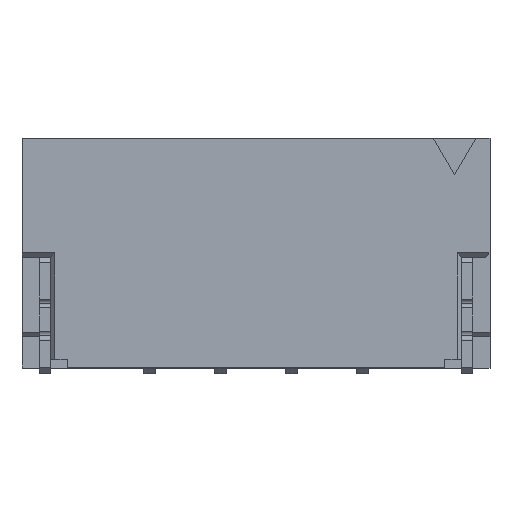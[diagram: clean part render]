
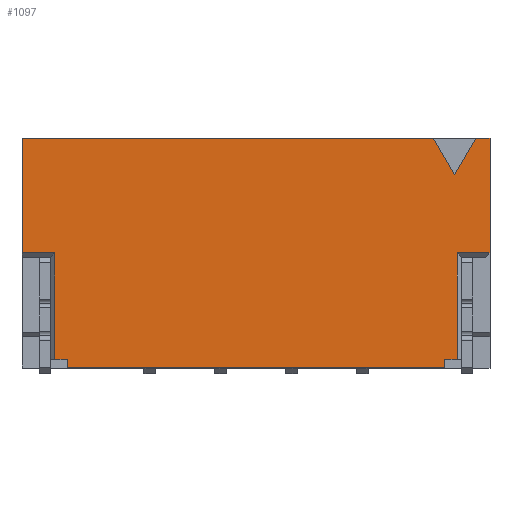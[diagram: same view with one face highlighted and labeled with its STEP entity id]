
A CAD part, top view. The second image highlights one B-rep face of the part: STEP entity #1097.
In plain terms, the highlighted planar face has unit normal (0, 0, 1).
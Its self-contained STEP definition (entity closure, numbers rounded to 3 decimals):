
#12 = EDGE_CURVE ( 'NONE', #2229, #9071, #3055, .T. ) ;
#24 = VECTOR ( 'NONE', #4307, 1000. ) ;
#83 = VECTOR ( 'NONE', #2363, 1000. ) ;
#224 = VECTOR ( 'NONE', #6112, 1000. ) ;
#245 = CARTESIAN_POINT ( 'NONE',  ( 4.125, 0.1, 2.125 ) ) ;
#270 = AXIS2_PLACEMENT_3D ( 'NONE', #5142, #5102, #3368 ) ;
#302 = LINE ( 'NONE', #9286, #4227 ) ;
#348 = LINE ( 'NONE', #245, #7507 ) ;
#515 = VECTOR ( 'NONE', #9687, 1000. ) ;
#637 = CARTESIAN_POINT ( 'NONE',  ( 3.125, 4.15, 2.125 ) ) ;
#654 = VECTOR ( 'NONE', #5420, 1000. ) ;
#756 = ORIENTED_EDGE ( 'NONE', *, *, #1620, .F. ) ;
#779 = EDGE_CURVE ( 'NONE', #10460, #6505, #11414, .T. ) ;
#1002 = CARTESIAN_POINT ( 'NONE',  ( -4.125, 4.15, 2.125 ) ) ;
#1013 = EDGE_CURVE ( 'NONE', #1847, #6505, #11261, .T. ) ;
#1097 = ADVANCED_FACE ( 'NONE', ( #7733 ), #9370, .F. ) ;
#1199 = CARTESIAN_POINT ( 'NONE',  ( -3.325, 0., 2.125 ) ) ;
#1222 = ORIENTED_EDGE ( 'NONE', *, *, #12, .T. ) ;
#1466 = LINE ( 'NONE', #7959, #224 ) ;
#1554 = LINE ( 'NONE', #1199, #2836 ) ;
#1600 = EDGE_CURVE ( 'NONE', #9071, #2851, #8148, .T. ) ;
#1620 = EDGE_CURVE ( 'NONE', #5524, #10050, #4504, .T. ) ;
#1847 = VERTEX_POINT ( 'NONE', #7226 ) ;
#1863 = ORIENTED_EDGE ( 'NONE', *, *, #8974, .F. ) ;
#2070 = VECTOR ( 'NONE', #4398, 1000. ) ;
#2078 = VERTEX_POINT ( 'NONE', #11411 ) ;
#2229 = VERTEX_POINT ( 'NONE', #2785 ) ;
#2321 = CARTESIAN_POINT ( 'NONE',  ( -3.55, 0.25, 2.125 ) ) ;
#2333 = VERTEX_POINT ( 'NONE', #10973 ) ;
#2363 = DIRECTION ( 'NONE',  ( -1., 0., 0. ) ) ;
#2384 = CARTESIAN_POINT ( 'NONE',  ( 3.5, 3.5, 2.125 ) ) ;
#2448 = ORIENTED_EDGE ( 'NONE', *, *, #1600, .T. ) ;
#2663 = VECTOR ( 'NONE', #10299, 1000. ) ;
#2785 = CARTESIAN_POINT ( 'NONE',  ( 3.325, 0.25, 2.125 ) ) ;
#2836 = VECTOR ( 'NONE', #8434, 1000. ) ;
#2851 = VERTEX_POINT ( 'NONE', #4592 ) ;
#3055 = LINE ( 'NONE', #9860, #654 ) ;
#3088 = EDGE_CURVE ( 'NONE', #10480, #5124, #5857, .T. ) ;
#3183 = VECTOR ( 'NONE', #5826, 1000. ) ;
#3368 = DIRECTION ( 'NONE',  ( 0., 1., 0. ) ) ;
#3487 = CARTESIAN_POINT ( 'NONE',  ( -3.325, 0.25, 2.125 ) ) ;
#4064 = ORIENTED_EDGE ( 'NONE', *, *, #5246, .F. ) ;
#4088 = CARTESIAN_POINT ( 'NONE',  ( 3.875, 4.15, 2.125 ) ) ;
#4129 = VECTOR ( 'NONE', #8911, 1000. ) ;
#4227 = VECTOR ( 'NONE', #9402, 1000. ) ;
#4307 = DIRECTION ( 'NONE',  ( -1., 0., 0. ) ) ;
#4398 = DIRECTION ( 'NONE',  ( 0., -1., 0. ) ) ;
#4497 = EDGE_CURVE ( 'NONE', #10978, #5586, #11038, .T. ) ;
#4504 = LINE ( 'NONE', #7460, #2663 ) ;
#4592 = CARTESIAN_POINT ( 'NONE',  ( 3.55, 2.125, 2.125 ) ) ;
#4680 = VECTOR ( 'NONE', #7892, 1000. ) ;
#4753 = CARTESIAN_POINT ( 'NONE',  ( 3.55, 2.05, 2.125 ) ) ;
#4858 = EDGE_CURVE ( 'NONE', #10266, #10460, #9898, .T. ) ;
#4885 = ORIENTED_EDGE ( 'NONE', *, *, #1013, .F. ) ;
#4973 = ORIENTED_EDGE ( 'NONE', *, *, #8391, .T. ) ;
#5038 = LINE ( 'NONE', #5299, #515 ) ;
#5057 = VECTOR ( 'NONE', #11045, 1000. ) ;
#5060 = ORIENTED_EDGE ( 'NONE', *, *, #6726, .T. ) ;
#5102 = DIRECTION ( 'NONE',  ( 0., 0., -1. ) ) ;
#5124 = VERTEX_POINT ( 'NONE', #4088 ) ;
#5142 = CARTESIAN_POINT ( 'NONE',  ( 4.125, 0.1, 2.125 ) ) ;
#5246 = EDGE_CURVE ( 'NONE', #2333, #5124, #7347, .T. ) ;
#5299 = CARTESIAN_POINT ( 'NONE',  ( 3.125, 4.15, 2.125 ) ) ;
#5351 = CARTESIAN_POINT ( 'NONE',  ( -3.325, 0.1, 2.125 ) ) ;
#5420 = DIRECTION ( 'NONE',  ( 1., 0., 0. ) ) ;
#5524 = VERTEX_POINT ( 'NONE', #6361 ) ;
#5586 = VERTEX_POINT ( 'NONE', #1002 ) ;
#5613 = CARTESIAN_POINT ( 'NONE',  ( -4.125, 2.125, 2.125 ) ) ;
#5826 = DIRECTION ( 'NONE',  ( -1., 0., 0. ) ) ;
#5857 = LINE ( 'NONE', #11175, #3183 ) ;
#6112 = DIRECTION ( 'NONE',  ( 1., 0., 0. ) ) ;
#6217 = CARTESIAN_POINT ( 'NONE',  ( -3.55, 0.25, 2.125 ) ) ;
#6361 = CARTESIAN_POINT ( 'NONE',  ( 3.325, 0.1, 2.125 ) ) ;
#6505 = VERTEX_POINT ( 'NONE', #6217 ) ;
#6726 = EDGE_CURVE ( 'NONE', #1847, #10050, #1554, .T. ) ;
#6834 = CARTESIAN_POINT ( 'NONE',  ( 4.125, 4.15, 2.125 ) ) ;
#6942 = EDGE_LOOP ( 'NONE', ( #7336, #4064, #1863, #11568, #4973, #10892, #8145, #4885, #5060, #756, #7066, #1222, #2448, #7829, #9237 ) ) ;
#7066 = ORIENTED_EDGE ( 'NONE', *, *, #11135, .F. ) ;
#7226 = CARTESIAN_POINT ( 'NONE',  ( -3.325, 0.25, 2.125 ) ) ;
#7336 = ORIENTED_EDGE ( 'NONE', *, *, #3088, .T. ) ;
#7347 = LINE ( 'NONE', #2384, #4680 ) ;
#7460 = CARTESIAN_POINT ( 'NONE',  ( 4.125, 0.1, 2.125 ) ) ;
#7507 = VECTOR ( 'NONE', #9221, 1000. ) ;
#7733 = FACE_OUTER_BOUND ( 'NONE', #6942, .T. ) ;
#7829 = ORIENTED_EDGE ( 'NONE', *, *, #10906, .T. ) ;
#7892 = DIRECTION ( 'NONE',  ( 0.5, 0.866, 0. ) ) ;
#7959 = CARTESIAN_POINT ( 'NONE',  ( 4.125, 2.125, 2.125 ) ) ;
#8145 = ORIENTED_EDGE ( 'NONE', *, *, #779, .T. ) ;
#8148 = LINE ( 'NONE', #4753, #5057 ) ;
#8391 = EDGE_CURVE ( 'NONE', #5586, #10266, #11078, .T. ) ;
#8434 = DIRECTION ( 'NONE',  ( 0., -1., 0. ) ) ;
#8911 = DIRECTION ( 'NONE',  ( 1., 0., 0. ) ) ;
#8974 = EDGE_CURVE ( 'NONE', #10978, #2333, #5038, .T. ) ;
#9071 = VERTEX_POINT ( 'NONE', #10733 ) ;
#9221 = DIRECTION ( 'NONE',  ( 0., -1., 0. ) ) ;
#9237 = ORIENTED_EDGE ( 'NONE', *, *, #10499, .F. ) ;
#9286 = CARTESIAN_POINT ( 'NONE',  ( 3.325, 0., 2.125 ) ) ;
#9370 = PLANE ( 'NONE',  #270 ) ;
#9402 = DIRECTION ( 'NONE',  ( 0., -1., 0. ) ) ;
#9687 = DIRECTION ( 'NONE',  ( 0.5, -0.866, 0. ) ) ;
#9788 = CARTESIAN_POINT ( 'NONE',  ( -4.125, 0.1, 2.125 ) ) ;
#9860 = CARTESIAN_POINT ( 'NONE',  ( 3.325, 0.25, 2.125 ) ) ;
#9898 = LINE ( 'NONE', #10717, #4129 ) ;
#10050 = VERTEX_POINT ( 'NONE', #5351 ) ;
#10266 = VERTEX_POINT ( 'NONE', #5613 ) ;
#10299 = DIRECTION ( 'NONE',  ( -1., 0., 0. ) ) ;
#10460 = VERTEX_POINT ( 'NONE', #11006 ) ;
#10480 = VERTEX_POINT ( 'NONE', #10934 ) ;
#10499 = EDGE_CURVE ( 'NONE', #10480, #2078, #348, .T. ) ;
#10717 = CARTESIAN_POINT ( 'NONE',  ( -3.625, 2.125, 2.125 ) ) ;
#10728 = VECTOR ( 'NONE', #11382, 1000. ) ;
#10733 = CARTESIAN_POINT ( 'NONE',  ( 3.55, 0.25, 2.125 ) ) ;
#10892 = ORIENTED_EDGE ( 'NONE', *, *, #4858, .T. ) ;
#10906 = EDGE_CURVE ( 'NONE', #2851, #2078, #1466, .T. ) ;
#10934 = CARTESIAN_POINT ( 'NONE',  ( 4.125, 4.15, 2.125 ) ) ;
#10973 = CARTESIAN_POINT ( 'NONE',  ( 3.5, 3.5, 2.125 ) ) ;
#10978 = VERTEX_POINT ( 'NONE', #637 ) ;
#11006 = CARTESIAN_POINT ( 'NONE',  ( -3.55, 2.125, 2.125 ) ) ;
#11038 = LINE ( 'NONE', #6834, #83 ) ;
#11045 = DIRECTION ( 'NONE',  ( 0., 1., 0. ) ) ;
#11078 = LINE ( 'NONE', #9788, #2070 ) ;
#11135 = EDGE_CURVE ( 'NONE', #2229, #5524, #302, .T. ) ;
#11175 = CARTESIAN_POINT ( 'NONE',  ( 4.125, 4.15, 2.125 ) ) ;
#11261 = LINE ( 'NONE', #3487, #24 ) ;
#11382 = DIRECTION ( 'NONE',  ( 0., -1., 0. ) ) ;
#11411 = CARTESIAN_POINT ( 'NONE',  ( 4.125, 2.125, 2.125 ) ) ;
#11414 = LINE ( 'NONE', #2321, #10728 ) ;
#11568 = ORIENTED_EDGE ( 'NONE', *, *, #4497, .T. ) ;
